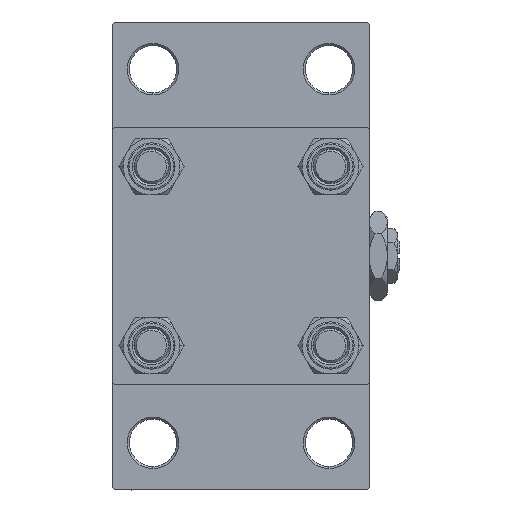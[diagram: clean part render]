
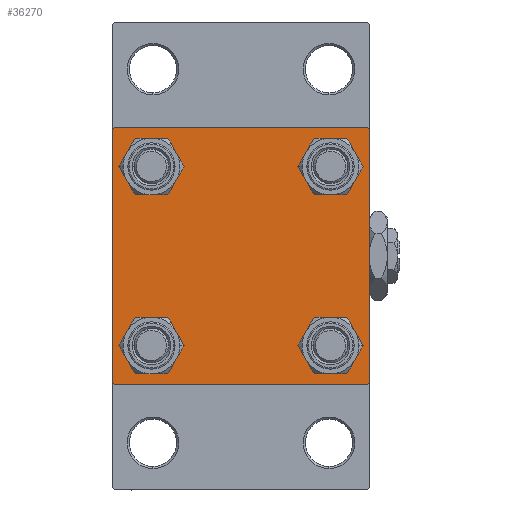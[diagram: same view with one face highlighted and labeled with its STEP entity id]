
A CAD part, left-side view. The second image highlights one B-rep face of the part: STEP entity #36270.
In plain terms, the highlighted planar face has unit normal (-1, 0, 0).
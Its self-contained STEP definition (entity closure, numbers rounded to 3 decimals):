
#90 = CARTESIAN_POINT ( 'NONE',  ( 0., -20.85, -25.35 ) ) ;
#1001 = ORIENTED_EDGE ( 'NONE', *, *, #27013, .F. ) ;
#2007 = CARTESIAN_POINT ( 'NONE',  ( 0., -29.75, 29.75 ) ) ;
#2053 = DIRECTION ( 'NONE',  ( 1., 0., 0. ) ) ;
#2119 = CARTESIAN_POINT ( 'NONE',  ( 0., 30., 30. ) ) ;
#2164 = CARTESIAN_POINT ( 'NONE',  ( 0., 30., -30. ) ) ;
#2458 = VECTOR ( 'NONE', #37796, 1000. ) ;
#2726 = CARTESIAN_POINT ( 'NONE',  ( 0., -29.5, -30. ) ) ;
#2751 = CARTESIAN_POINT ( 'NONE',  ( 0., 30., 30. ) ) ;
#3107 = DIRECTION ( 'NONE',  ( -1., 0., 0. ) ) ;
#3153 = ORIENTED_EDGE ( 'NONE', *, *, #9756, .T. ) ;
#3670 = VECTOR ( 'NONE', #40596, 1000. ) ;
#3735 = VERTEX_POINT ( 'NONE', #10761 ) ;
#3920 = LINE ( 'NONE', #11387, #2458 ) ;
#5202 = CARTESIAN_POINT ( 'NONE',  ( 0., 20.85, 25.35 ) ) ;
#6093 = LINE ( 'NONE', #2119, #37601 ) ;
#6222 = DIRECTION ( 'NONE',  ( 0., 0., 1. ) ) ;
#6237 = EDGE_CURVE ( 'NONE', #27873, #44723, #3920, .T. ) ;
#6295 = ORIENTED_EDGE ( 'NONE', *, *, #22560, .T. ) ;
#6496 = ORIENTED_EDGE ( 'NONE', *, *, #17524, .T. ) ;
#7521 = VERTEX_POINT ( 'NONE', #23756 ) ;
#7746 = EDGE_CURVE ( 'NONE', #48955, #37199, #29581, .T. ) ;
#8047 = CARTESIAN_POINT ( 'NONE',  ( 0., 30., -29.5 ) ) ;
#8225 = VERTEX_POINT ( 'NONE', #30497 ) ;
#8267 = CARTESIAN_POINT ( 'NONE',  ( 0., -20.85, 20.85 ) ) ;
#8459 = ORIENTED_EDGE ( 'NONE', *, *, #6237, .T. ) ;
#8857 = FACE_BOUND ( 'NONE', #25916, .T. ) ;
#9124 = DIRECTION ( 'NONE',  ( 0., -1., 0. ) ) ;
#9486 = DIRECTION ( 'NONE',  ( 1., 0., 0. ) ) ;
#9756 = EDGE_CURVE ( 'NONE', #37199, #48955, #47140, .T. ) ;
#10364 = DIRECTION ( 'NONE',  ( 0., 0., 1. ) ) ;
#10761 = CARTESIAN_POINT ( 'NONE',  ( 0., -20.85, -16.35 ) ) ;
#11312 = CIRCLE ( 'NONE', #30411, 4.5 ) ;
#11387 = CARTESIAN_POINT ( 'NONE',  ( 0., 29.75, 29.75 ) ) ;
#11789 = DIRECTION ( 'NONE',  ( 1., 0., 0. ) ) ;
#12031 = ORIENTED_EDGE ( 'NONE', *, *, #22539, .T. ) ;
#12231 = CARTESIAN_POINT ( 'NONE',  ( 0., -20.85, 20.85 ) ) ;
#12843 = FACE_OUTER_BOUND ( 'NONE', #14159, .T. ) ;
#12864 = LINE ( 'NONE', #2164, #37798 ) ;
#13059 = AXIS2_PLACEMENT_3D ( 'NONE', #39716, #47452, #29004 ) ;
#13100 = EDGE_CURVE ( 'NONE', #13379, #45163, #12864, .T. ) ;
#13379 = VERTEX_POINT ( 'NONE', #24259 ) ;
#13784 = EDGE_CURVE ( 'NONE', #15006, #35118, #43019, .T. ) ;
#14159 = EDGE_LOOP ( 'NONE', ( #6496, #12031, #27334, #29407, #32366, #29249, #1001, #8459 ) ) ;
#14288 = EDGE_LOOP ( 'NONE', ( #28870, #6295 ) ) ;
#15006 = VERTEX_POINT ( 'NONE', #28517 ) ;
#16348 = CIRCLE ( 'NONE', #20332, 4.5 ) ;
#16572 = FACE_BOUND ( 'NONE', #27925, .T. ) ;
#17299 = ORIENTED_EDGE ( 'NONE', *, *, #7746, .T. ) ;
#17524 = EDGE_CURVE ( 'NONE', #44723, #28187, #29881, .T. ) ;
#17563 = EDGE_CURVE ( 'NONE', #45163, #35118, #40855, .T. ) ;
#17593 = EDGE_CURVE ( 'NONE', #3735, #33965, #16348, .T. ) ;
#17717 = CARTESIAN_POINT ( 'NONE',  ( 0., 20.85, 16.35 ) ) ;
#18178 = CARTESIAN_POINT ( 'NONE',  ( 0., -29.75, -29.75 ) ) ;
#18427 = CARTESIAN_POINT ( 'NONE',  ( 0., -20.85, -20.85 ) ) ;
#19518 = VECTOR ( 'NONE', #45074, 1000. ) ;
#20124 = CARTESIAN_POINT ( 'NONE',  ( 0., -30., -29.5 ) ) ;
#20332 = AXIS2_PLACEMENT_3D ( 'NONE', #18427, #21432, #41101 ) ;
#20542 = CIRCLE ( 'NONE', #25315, 4.5 ) ;
#20752 = ORIENTED_EDGE ( 'NONE', *, *, #17593, .T. ) ;
#20975 = CARTESIAN_POINT ( 'NONE',  ( 0., 20.85, 20.85 ) ) ;
#21432 = DIRECTION ( 'NONE',  ( 1., 0., 0. ) ) ;
#21816 = DIRECTION ( 'NONE',  ( 1., 0., 0. ) ) ;
#22539 = EDGE_CURVE ( 'NONE', #28187, #13379, #27454, .T. ) ;
#22560 = EDGE_CURVE ( 'NONE', #34797, #41710, #20542, .T. ) ;
#23652 = ORIENTED_EDGE ( 'NONE', *, *, #40656, .T. ) ;
#23756 = CARTESIAN_POINT ( 'NONE',  ( 0., -29.5, 30. ) ) ;
#24259 = CARTESIAN_POINT ( 'NONE',  ( 0., 29.5, -30. ) ) ;
#25315 = AXIS2_PLACEMENT_3D ( 'NONE', #20975, #2053, #39404 ) ;
#25519 = PLANE ( 'NONE',  #39945 ) ;
#25647 = DIRECTION ( 'NONE',  ( 0., 0., -1. ) ) ;
#25657 = ORIENTED_EDGE ( 'NONE', *, *, #36488, .T. ) ;
#25916 = EDGE_LOOP ( 'NONE', ( #23652, #26379 ) ) ;
#26379 = ORIENTED_EDGE ( 'NONE', *, *, #31609, .T. ) ;
#26738 = DIRECTION ( 'NONE',  ( 0., 0., 1. ) ) ;
#26918 = DIRECTION ( 'NONE',  ( 1., 0., 0. ) ) ;
#26980 = CIRCLE ( 'NONE', #33364, 4.5 ) ;
#27013 = EDGE_CURVE ( 'NONE', #27873, #7521, #6093, .T. ) ;
#27334 = ORIENTED_EDGE ( 'NONE', *, *, #13100, .T. ) ;
#27454 = LINE ( 'NONE', #31696, #47617 ) ;
#27478 = VECTOR ( 'NONE', #25647, 1000. ) ;
#27873 = VERTEX_POINT ( 'NONE', #37999 ) ;
#27925 = EDGE_LOOP ( 'NONE', ( #20752, #25657 ) ) ;
#28187 = VERTEX_POINT ( 'NONE', #8047 ) ;
#28256 = CARTESIAN_POINT ( 'NONE',  ( 0., 30., 29.5 ) ) ;
#28517 = CARTESIAN_POINT ( 'NONE',  ( 0., -30., 29.5 ) ) ;
#28665 = CARTESIAN_POINT ( 'NONE',  ( 0., 20.85, -20.85 ) ) ;
#28870 = ORIENTED_EDGE ( 'NONE', *, *, #44684, .T. ) ;
#29004 = DIRECTION ( 'NONE',  ( 0., 0., 1. ) ) ;
#29249 = ORIENTED_EDGE ( 'NONE', *, *, #49261, .T. ) ;
#29388 = DIRECTION ( 'NONE',  ( 0., 0., 1. ) ) ;
#29407 = ORIENTED_EDGE ( 'NONE', *, *, #17563, .T. ) ;
#29581 = CIRCLE ( 'NONE', #39923, 4.5 ) ;
#29627 = CIRCLE ( 'NONE', #47244, 4.5 ) ;
#29881 = LINE ( 'NONE', #2751, #27478 ) ;
#30411 = AXIS2_PLACEMENT_3D ( 'NONE', #37712, #11789, #26738 ) ;
#30497 = CARTESIAN_POINT ( 'NONE',  ( 0., -20.85, 25.35 ) ) ;
#31446 = DIRECTION ( 'NONE',  ( 0., -0.707, -0.707 ) ) ;
#31609 = EDGE_CURVE ( 'NONE', #42643, #8225, #26980, .T. ) ;
#31696 = CARTESIAN_POINT ( 'NONE',  ( 0., 29.75, -29.75 ) ) ;
#31781 = FACE_BOUND ( 'NONE', #43875, .T. ) ;
#32366 = ORIENTED_EDGE ( 'NONE', *, *, #13784, .F. ) ;
#33122 = LINE ( 'NONE', #2007, #3670 ) ;
#33364 = AXIS2_PLACEMENT_3D ( 'NONE', #12231, #26918, #34654 ) ;
#33496 = DIRECTION ( 'NONE',  ( 0., 0., 1. ) ) ;
#33746 = CARTESIAN_POINT ( 'NONE',  ( 0., 20.85, -16.35 ) ) ;
#33878 = DIRECTION ( 'NONE',  ( 0., 0., -1. ) ) ;
#33965 = VERTEX_POINT ( 'NONE', #90 ) ;
#34130 = CARTESIAN_POINT ( 'NONE',  ( 0., -30., 30. ) ) ;
#34654 = DIRECTION ( 'NONE',  ( 0., 0., 1. ) ) ;
#34797 = VERTEX_POINT ( 'NONE', #17717 ) ;
#35118 = VERTEX_POINT ( 'NONE', #20124 ) ;
#36270 = ADVANCED_FACE ( 'NONE', ( #8857, #16572, #31781, #46977, #12843 ), #25519, .T. ) ;
#36488 = EDGE_CURVE ( 'NONE', #33965, #3735, #11312, .T. ) ;
#37199 = VERTEX_POINT ( 'NONE', #33746 ) ;
#37601 = VECTOR ( 'NONE', #41131, 1000. ) ;
#37712 = CARTESIAN_POINT ( 'NONE',  ( 0., -20.85, -20.85 ) ) ;
#37796 = DIRECTION ( 'NONE',  ( 0., 0.707, -0.707 ) ) ;
#37798 = VECTOR ( 'NONE', #9124, 1000. ) ;
#37999 = CARTESIAN_POINT ( 'NONE',  ( 0., 29.5, 30. ) ) ;
#39134 = CARTESIAN_POINT ( 'NONE',  ( 0., -20.85, 16.35 ) ) ;
#39404 = DIRECTION ( 'NONE',  ( 0., 0., 1. ) ) ;
#39716 = CARTESIAN_POINT ( 'NONE',  ( 0., 20.85, 20.85 ) ) ;
#39923 = AXIS2_PLACEMENT_3D ( 'NONE', #28665, #9486, #29388 ) ;
#39945 = AXIS2_PLACEMENT_3D ( 'NONE', #44700, #3107, #33496 ) ;
#40341 = DIRECTION ( 'NONE',  ( 1., 0., 0. ) ) ;
#40596 = DIRECTION ( 'NONE',  ( 0., 0.707, 0.707 ) ) ;
#40656 = EDGE_CURVE ( 'NONE', #8225, #42643, #29627, .T. ) ;
#40855 = LINE ( 'NONE', #18178, #19518 ) ;
#41101 = DIRECTION ( 'NONE',  ( 0., 0., 1. ) ) ;
#41131 = DIRECTION ( 'NONE',  ( 0., -1., 0. ) ) ;
#41710 = VERTEX_POINT ( 'NONE', #5202 ) ;
#42362 = AXIS2_PLACEMENT_3D ( 'NONE', #48063, #40341, #6222 ) ;
#42643 = VERTEX_POINT ( 'NONE', #39134 ) ;
#43019 = LINE ( 'NONE', #34130, #48188 ) ;
#43875 = EDGE_LOOP ( 'NONE', ( #3153, #17299 ) ) ;
#44684 = EDGE_CURVE ( 'NONE', #41710, #34797, #46484, .T. ) ;
#44700 = CARTESIAN_POINT ( 'NONE',  ( 0., 0., 0. ) ) ;
#44723 = VERTEX_POINT ( 'NONE', #28256 ) ;
#45074 = DIRECTION ( 'NONE',  ( 0., -0.707, 0.707 ) ) ;
#45163 = VERTEX_POINT ( 'NONE', #2726 ) ;
#46484 = CIRCLE ( 'NONE', #13059, 4.5 ) ;
#46977 = FACE_BOUND ( 'NONE', #14288, .T. ) ;
#47140 = CIRCLE ( 'NONE', #42362, 4.5 ) ;
#47244 = AXIS2_PLACEMENT_3D ( 'NONE', #8267, #21816, #10364 ) ;
#47452 = DIRECTION ( 'NONE',  ( 1., 0., 0. ) ) ;
#47617 = VECTOR ( 'NONE', #31446, 1000. ) ;
#47892 = CARTESIAN_POINT ( 'NONE',  ( 0., 20.85, -25.35 ) ) ;
#48063 = CARTESIAN_POINT ( 'NONE',  ( 0., 20.85, -20.85 ) ) ;
#48188 = VECTOR ( 'NONE', #33878, 1000. ) ;
#48955 = VERTEX_POINT ( 'NONE', #47892 ) ;
#49261 = EDGE_CURVE ( 'NONE', #15006, #7521, #33122, .T. ) ;
